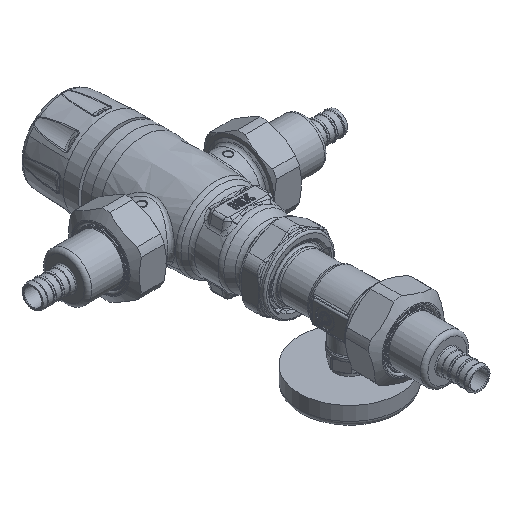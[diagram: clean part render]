
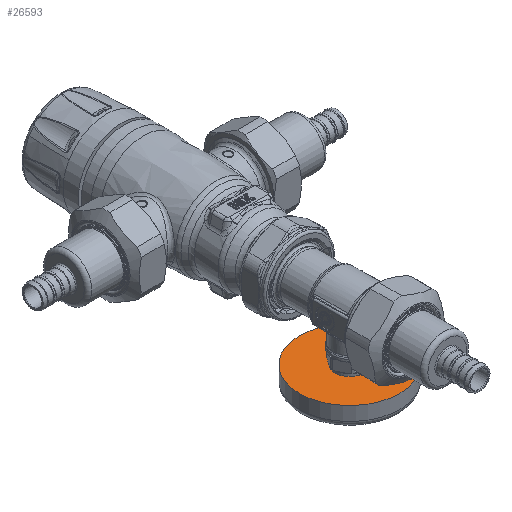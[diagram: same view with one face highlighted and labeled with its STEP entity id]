
A CAD part, isometric view. The second image highlights one B-rep face of the part: STEP entity #26593.
In plain terms, the highlighted face is planar.
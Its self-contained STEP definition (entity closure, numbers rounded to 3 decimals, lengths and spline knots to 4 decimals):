
#1213=FACE_BOUND('',#5131,.T.);
#1651=PLANE('',#29649);
#3350=FACE_OUTER_BOUND('',#5130,.T.);
#5130=EDGE_LOOP('',(#23156));
#5131=EDGE_LOOP('',(#23157));
#6661=CIRCLE('',#29639,1.03);
#6665=CIRCLE('',#29647,0.3);
#11852=VERTEX_POINT('',#104975);
#11856=VERTEX_POINT('',#104989);
#15624=EDGE_CURVE('',#11852,#11852,#6661,.T.);
#15630=EDGE_CURVE('',#11856,#11856,#6665,.T.);
#23156=ORIENTED_EDGE('',*,*,#15624,.T.);
#23157=ORIENTED_EDGE('',*,*,#15630,.T.);
#26593=ADVANCED_FACE('',(#3350,#1213),#1651,.F.);
#29639=AXIS2_PLACEMENT_3D('',#104977,#36465,#36466);
#29647=AXIS2_PLACEMENT_3D('',#104991,#36483,#36484);
#29649=AXIS2_PLACEMENT_3D('',#104993,#36487,#36488);
#36465=DIRECTION('center_axis',(0.,0.,-1.));
#36466=DIRECTION('ref_axis',(-1.,0.,0.));
#36483=DIRECTION('center_axis',(0.,0.,1.));
#36484=DIRECTION('ref_axis',(1.,0.,0.));
#36487=DIRECTION('center_axis',(0.,0.,1.));
#36488=DIRECTION('ref_axis',(1.,0.,0.));
#104975=CARTESIAN_POINT('',(1.03,0.,0.));
#104977=CARTESIAN_POINT('Origin',(0.,0.,0.));
#104989=CARTESIAN_POINT('',(-0.3,0.,0.));
#104991=CARTESIAN_POINT('Origin',(0.,0.,0.));
#104993=CARTESIAN_POINT('Origin',(0.,0.,0.));
